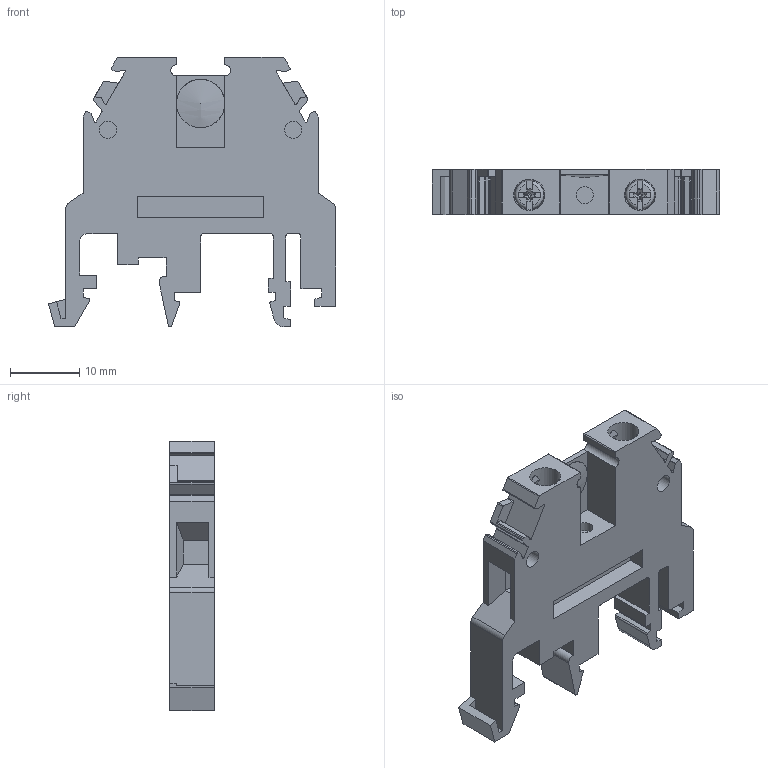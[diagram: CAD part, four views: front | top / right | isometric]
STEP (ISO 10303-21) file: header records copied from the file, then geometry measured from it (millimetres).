
FILE_DESCRIPTION(/* description */ ('Unknown'),/* implementation_level */ '2;1');
FILE_NAME(/* name */ 'RSA 4A',/* time_stamp */ '2021-03-04T13:31:36+01:00',/* author */ ('Unknown'),/* organization */ ('Unknown'),/* preprocessor_version */ 'ST-DEVELOPER v16.7',/* originating_system */ 'Solid Edge',/* authorisation */ 'Unknown');
FILE_SCHEMA (('AUTOMOTIVE_DESIGN {1 0 10303 214 3 1 1}'));
Length unit declared in the file: millimetre
Products named in the file (1): RSA 4A
Bounding box: 41.5 x 6.5 x 39 mm (x, y, z)
Volume: 5536.2 mm3; surface area: 4530 mm2
Topology: 1 solids, 3 shells, 290 faces, 801 edges, 526 vertices
Faces by surface type: plane 215, cylinder 59, torus 8, cone 7, sphere 1
Full cylindrical faces by diameter (mm): 2.459 x1, 2.5 x2, 3 x2, 3.2 x2, 4.5 x4
Entity records: 11070 total; most frequent: CARTESIAN_POINT 1721, ORIENTED_EDGE 1530, DIRECTION 1470, EDGE_CURVE 765, LINE 542, VECTOR 542, VERTEX_POINT 515, AXIS2_PLACEMENT_3D 464
